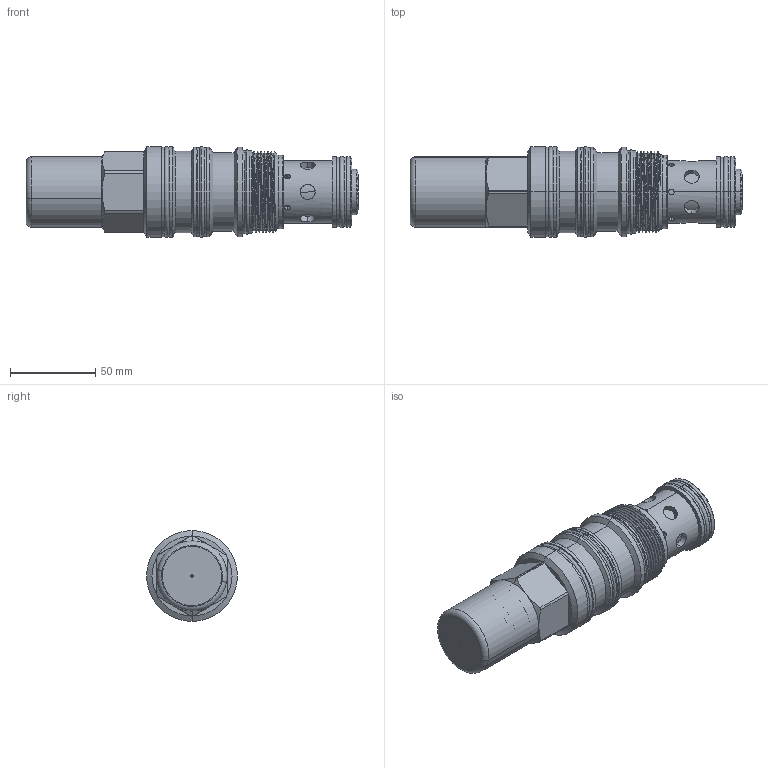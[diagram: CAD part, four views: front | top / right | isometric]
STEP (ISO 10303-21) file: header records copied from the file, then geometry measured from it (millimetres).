
FILE_DESCRIPTION (( 'STEP AP203' ), '1' );
FILE_NAME ('CW24A4A(4C)-C.STEP', '2020-03-18T06:41:30', ( '' ), ( '' ), 'SwSTEP 2.0', 'SolidWorks 2018', '' );
FILE_SCHEMA (( 'CONFIG_CONTROL_DESIGN' ));
Length unit declared in the file: millimetre
Products named in the file (1): CW24A4A(4C)-C
Bounding box: 194.21 x 53.14 x 53.14 mm (x, y, z)
Volume: 257271.5 mm3; surface area: 58398.8 mm2
Topology: 5 solids, 5 shells, 382 faces, 873 edges, 541 vertices
Faces by surface type: cylinder 197, plane 79, cone 51, torus 44, bspline 9, sphere 2
Entity records: 17020 total; most frequent: CARTESIAN_POINT 8514, DIRECTION 1795, ORIENTED_EDGE 1742, EDGE_CURVE 871, AXIS2_PLACEMENT_3D 758, VERTEX_POINT 541, EDGE_LOOP 432, CIRCLE 384
